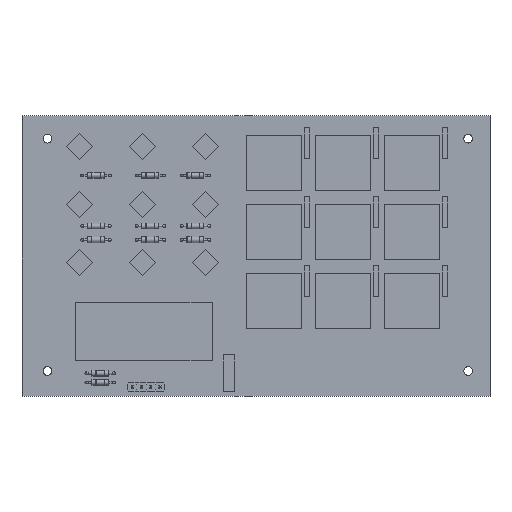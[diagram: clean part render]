
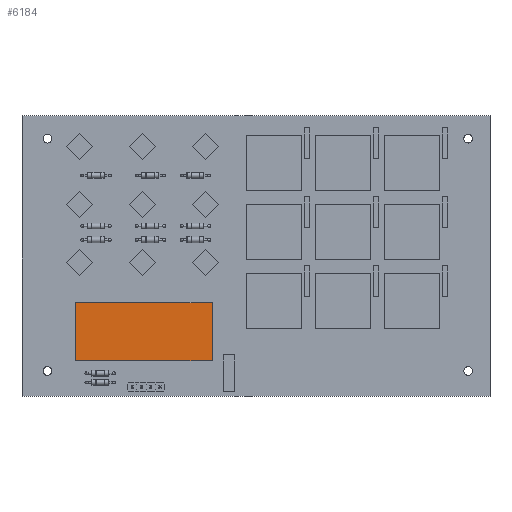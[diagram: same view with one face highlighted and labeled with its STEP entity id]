
A CAD part, top view. The second image highlights one B-rep face of the part: STEP entity #6184.
In plain terms, the highlighted planar face has unit normal (0, 0, 1).
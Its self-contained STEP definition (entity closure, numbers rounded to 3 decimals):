
#652=PLANE('',#6920);
#930=FACE_OUTER_BOUND('',#1516,.T.);
#1516=EDGE_LOOP('',(#5479,#5480,#5481,#5482));
#1932=LINE('',#10261,#2362);
#1935=LINE('',#10267,#2365);
#1938=LINE('',#10273,#2368);
#1941=LINE('',#10277,#2371);
#2362=VECTOR('',#8612,10.);
#2365=VECTOR('',#8617,10.);
#2368=VECTOR('',#8622,10.);
#2371=VECTOR('',#8627,10.);
#3208=VERTEX_POINT('',#10258);
#3209=VERTEX_POINT('',#10260);
#3211=VERTEX_POINT('',#10266);
#3213=VERTEX_POINT('',#10272);
#3963=EDGE_CURVE('',#3209,#3208,#1932,.T.);
#3966=EDGE_CURVE('',#3211,#3209,#1935,.T.);
#3969=EDGE_CURVE('',#3213,#3211,#1938,.T.);
#3972=EDGE_CURVE('',#3208,#3213,#1941,.T.);
#5479=ORIENTED_EDGE('',*,*,#3972,.T.);
#5480=ORIENTED_EDGE('',*,*,#3969,.T.);
#5481=ORIENTED_EDGE('',*,*,#3966,.T.);
#5482=ORIENTED_EDGE('',*,*,#3963,.T.);
#6184=ADVANCED_FACE('',(#930),#652,.T.);
#6920=AXIS2_PLACEMENT_3D('',#10278,#8628,#8629);
#8612=DIRECTION('',(-1.,0.,0.));
#8617=DIRECTION('',(0.,1.,0.));
#8622=DIRECTION('',(1.,0.,0.));
#8627=DIRECTION('',(0.,-1.,0.));
#8628=DIRECTION('center_axis',(0.,0.,1.));
#8629=DIRECTION('ref_axis',(1.,0.,0.));
#10258=CARTESIAN_POINT('',(-10.56,27.07,0.1));
#10260=CARTESIAN_POINT('',(5.48,27.07,0.1));
#10261=CARTESIAN_POINT('',(5.48,27.07,0.1));
#10266=CARTESIAN_POINT('',(5.48,-10.56,0.1));
#10267=CARTESIAN_POINT('',(5.48,-10.56,0.1));
#10272=CARTESIAN_POINT('',(-10.56,-10.56,0.1));
#10273=CARTESIAN_POINT('',(-10.56,-10.56,0.1));
#10277=CARTESIAN_POINT('',(-10.56,27.07,0.1));
#10278=CARTESIAN_POINT('Origin',(-2.54,8.255,0.1));
